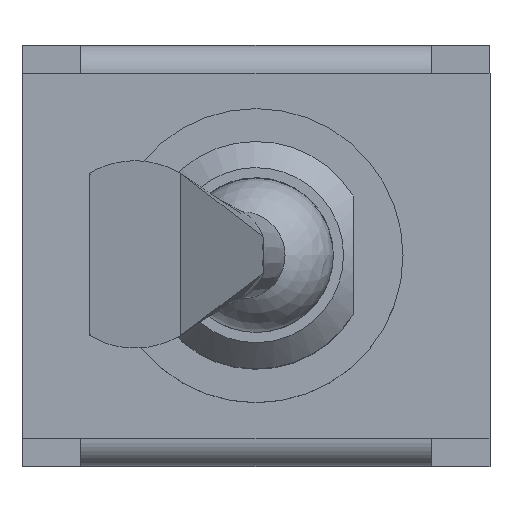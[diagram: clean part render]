
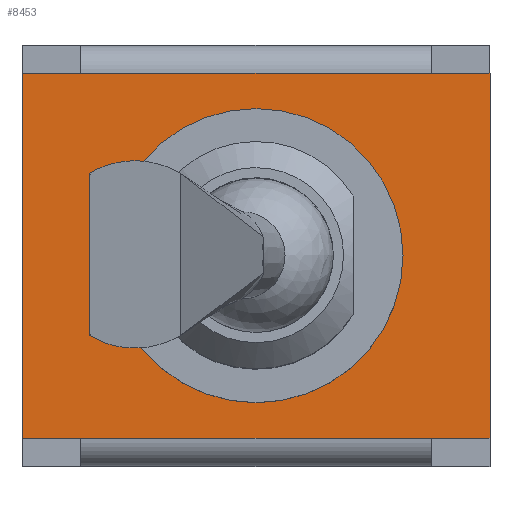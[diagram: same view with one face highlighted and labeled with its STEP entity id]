
A CAD part, top view. The second image highlights one B-rep face of the part: STEP entity #8453.
In plain terms, the highlighted planar face has unit normal (0, 0, 1).
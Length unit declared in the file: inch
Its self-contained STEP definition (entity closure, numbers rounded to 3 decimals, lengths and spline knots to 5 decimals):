
#5361=CARTESIAN_POINT('',(0.15709,0.,0.35));
#5362=VERTEX_POINT('',#5361);
#5363=CARTESIAN_POINT('',(0.,0.,0.35));
#5364=DIRECTION('',(0.0,0.0,-1.0));
#5365=DIRECTION('',(-1.0,0.0,0.0));
#5366=AXIS2_PLACEMENT_3D('',#5363,#5364,#5365);
#5367=CIRCLE('',#5366,0.15709);
#5368=EDGE_CURVE('',#5362,#5362,#5367,.T.);
#5593=CARTESIAN_POINT('',(0.18701,-0.19508,0.35));
#5594=VERTEX_POINT('',#5593);
#5626=CARTESIAN_POINT('',(-0.18701,0.19508,0.35));
#5627=VERTEX_POINT('',#5626);
#7407=CARTESIAN_POINT('',(-0.18701,-0.19508,0.35));
#7408=VERTEX_POINT('',#7407);
#8210=CARTESIAN_POINT('',(-0.25,0.19508,0.35));
#8211=VERTEX_POINT('',#8210);
#8218=CARTESIAN_POINT('',(-0.18701,0.19508,0.35));
#8219=DIRECTION('',(-1.0,0.0,0.0));
#8220=VECTOR('',#8219,0.06299);
#8221=LINE('',#8218,#8220);
#8222=EDGE_CURVE('',#5627,#8211,#8221,.T.);
#8239=CARTESIAN_POINT('',(-0.25,-0.19508,0.35));
#8240=VERTEX_POINT('',#8239);
#8256=CARTESIAN_POINT('',(-0.18701,-0.19508,0.35));
#8257=DIRECTION('',(-1.0,0.0,0.0));
#8258=VECTOR('',#8257,0.06299);
#8259=LINE('',#8256,#8258);
#8260=EDGE_CURVE('',#7408,#8240,#8259,.T.);
#8270=CARTESIAN_POINT('',(0.25,0.19508,0.35));
#8271=VERTEX_POINT('',#8270);
#8288=CARTESIAN_POINT('',(0.18701,0.19508,0.35));
#8289=VERTEX_POINT('',#8288);
#8296=CARTESIAN_POINT('',(0.18701,0.19508,0.35));
#8297=DIRECTION('',(1.0,0.0,0.0));
#8298=VECTOR('',#8297,0.06299);
#8299=LINE('',#8296,#8298);
#8300=EDGE_CURVE('',#8289,#8271,#8299,.T.);
#8312=CARTESIAN_POINT('',(0.25,-0.19508,0.35));
#8313=VERTEX_POINT('',#8312);
#8320=CARTESIAN_POINT('',(0.18701,-0.19508,0.35));
#8321=DIRECTION('',(1.0,0.0,0.0));
#8322=VECTOR('',#8321,0.06299);
#8323=LINE('',#8320,#8322);
#8324=EDGE_CURVE('',#5594,#8313,#8323,.T.);
#8395=CARTESIAN_POINT('',(-0.18701,0.19508,0.35));
#8396=DIRECTION('',(1.0,0.0,0.0));
#8397=VECTOR('',#8396,0.37402);
#8398=LINE('',#8395,#8397);
#8399=EDGE_CURVE('',#5627,#8289,#8398,.T.);
#8420=CARTESIAN_POINT('',(-0.275,-0.21459,0.35));
#8421=DIRECTION('',(0.0,0.0,1.0));
#8422=DIRECTION('',(1.0,0.0,0.0));
#8423=AXIS2_PLACEMENT_3D('',#8420,#8421,#8422);
#8424=PLANE('',#8423);
#8425=CARTESIAN_POINT('',(-0.18701,-0.19508,0.35));
#8426=DIRECTION('',(1.0,0.0,0.0));
#8427=VECTOR('',#8426,0.37402);
#8428=LINE('',#8425,#8427);
#8429=EDGE_CURVE('',#7408,#5594,#8428,.T.);
#8430=ORIENTED_EDGE('',*,*,#8429,.T.);
#8431=ORIENTED_EDGE('',*,*,#8324,.T.);
#8432=CARTESIAN_POINT('',(0.25,-0.19508,0.35));
#8433=DIRECTION('',(0.0,1.0,0.0));
#8434=VECTOR('',#8433,0.39016);
#8435=LINE('',#8432,#8434);
#8436=EDGE_CURVE('',#8313,#8271,#8435,.T.);
#8437=ORIENTED_EDGE('',*,*,#8436,.T.);
#8438=ORIENTED_EDGE('',*,*,#8300,.F.);
#8439=ORIENTED_EDGE('',*,*,#8399,.F.);
#8440=ORIENTED_EDGE('',*,*,#8222,.T.);
#8441=CARTESIAN_POINT('',(-0.25,0.19508,0.35));
#8442=DIRECTION('',(0.0,-1.0,0.0));
#8443=VECTOR('',#8442,0.39016);
#8444=LINE('',#8441,#8443);
#8445=EDGE_CURVE('',#8211,#8240,#8444,.T.);
#8446=ORIENTED_EDGE('',*,*,#8445,.T.);
#8447=ORIENTED_EDGE('',*,*,#8260,.F.);
#8448=EDGE_LOOP('',(#8430,#8431,#8437,#8438,#8439,#8440,#8446,#8447));
#8449=FACE_OUTER_BOUND('',#8448,.T.);
#8450=ORIENTED_EDGE('',*,*,#5368,.T.);
#8451=EDGE_LOOP('',(#8450));
#8452=FACE_BOUND('',#8451,.T.);
#8453=ADVANCED_FACE('',(#8449,#8452),#8424,.T.);
